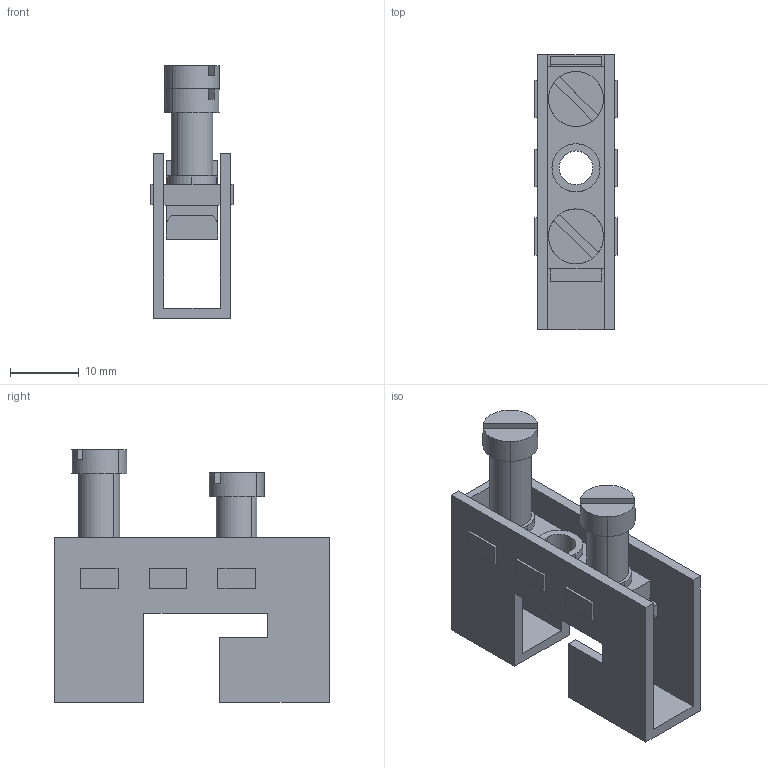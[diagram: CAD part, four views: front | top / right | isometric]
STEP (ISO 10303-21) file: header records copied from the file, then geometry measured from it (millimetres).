
FILE_DESCRIPTION(('Creo Elements/Direct Modeling STEP Export'),'2;1');
FILE_NAME('model.stp','2020-09-04T15:32:51',(''),(''),'Creo Elements/Direct Modeling STEP processor for AP214 (Solid Model)','Creo Elements/Direct Modeling 20.1A 29-Sep-2018 (C) Parametric Technology GmbH','');
FILE_SCHEMA(('AUTOMOTIVE_DESIGN { 1 0 10303 214 1 1 1 1 }'));
Length unit declared in the file: millimetre
Products named in the file (2): EK_135-select
Assembly tree (1 placements, depth 2):
  EK_135-select
    EK_135-select
Bounding box: 12 x 40 x 36.8 mm (x, y, z)
Volume: 5149.2 mm3; surface area: 5776.7 mm2
Topology: 1 solids, 1 shells, 101 faces, 262 edges, 174 vertices
Faces by surface type: plane 85, cylinder 16
Entity records: 3699 total; most frequent: ORIENTED_EDGE 524, CARTESIAN_POINT 493, DIRECTION 420, EDGE_CURVE 262, VECTOR 218, LINE 218, VERTEX_POINT 174, EDGE_LOOP 118
